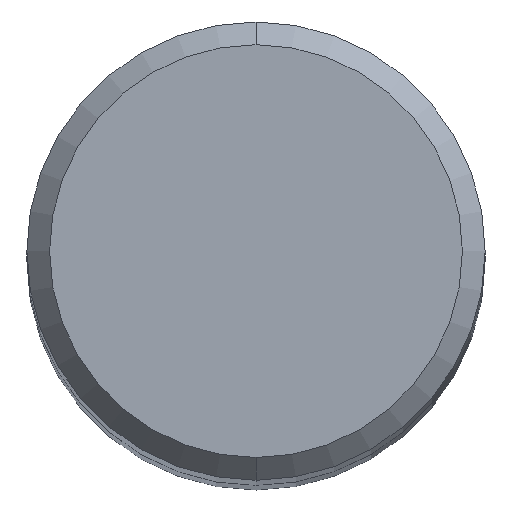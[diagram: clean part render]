
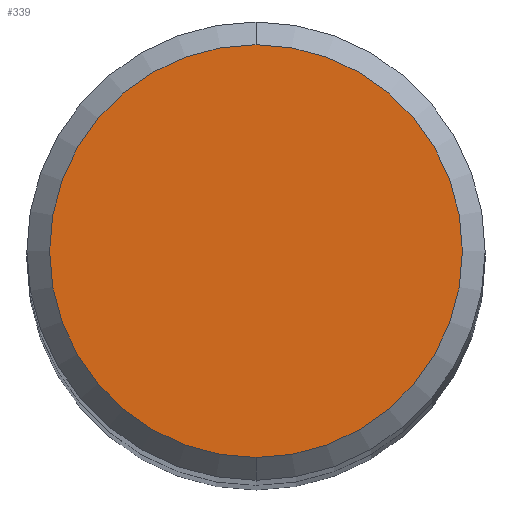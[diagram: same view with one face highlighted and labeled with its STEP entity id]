
A CAD part, top view. The second image highlights one B-rep face of the part: STEP entity #339.
In plain terms, the highlighted planar face has unit normal (0, 0, 1).
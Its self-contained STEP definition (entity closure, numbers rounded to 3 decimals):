
#187=VERTEX_POINT('',#465);
#195=EDGE_CURVE('',#187,#213,#473,.T.);
#213=VERTEX_POINT('',#493);
#339=ADVANCED_FACE('',(#629),#630,.T.);
#375=EDGE_CURVE('',#213,#187,#670,.T.);
#465=CARTESIAN_POINT('',(0.,-5.45,0.0));
#473=CIRCLE('',#886,5.45);
#493=CARTESIAN_POINT('',(0.0,5.45,0.0));
#629=FACE_OUTER_BOUND('',#1176,.T.);
#630=PLANE('',#1177);
#670=CIRCLE('',#1297,5.45);
#886=AXIS2_PLACEMENT_3D('',#1408,#1409,#1410);
#1176=EDGE_LOOP('',(#1570,#1571));
#1177=AXIS2_PLACEMENT_3D('',#1572,#1573,#1574);
#1297=AXIS2_PLACEMENT_3D('',#1620,#1621,#1622);
#1408=CARTESIAN_POINT('',(0.0,0.0,0.0));
#1409=DIRECTION('',(0.0,0.0,-1.0));
#1410=DIRECTION('',(0.0,1.0,0.0));
#1570=ORIENTED_EDGE('',*,*,#375,.F.);
#1571=ORIENTED_EDGE('',*,*,#195,.F.);
#1572=CARTESIAN_POINT('',(0.0,2.725,0.0));
#1573=DIRECTION('',(-0.0,0.0,1.0));
#1574=DIRECTION('',(0.0,-1.0,0.0));
#1620=CARTESIAN_POINT('',(0.0,0.0,0.0));
#1621=DIRECTION('',(0.0,0.0,-1.0));
#1622=DIRECTION('',(0.0,1.0,0.0));
